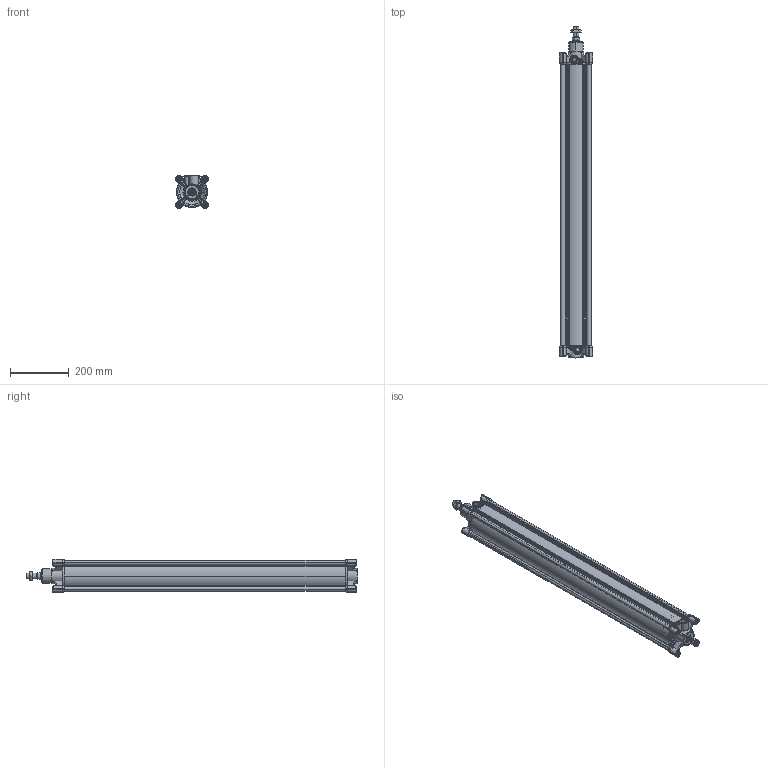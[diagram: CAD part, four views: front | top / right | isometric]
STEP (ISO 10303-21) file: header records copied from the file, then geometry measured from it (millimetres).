
FILE_DESCRIPTION (( 'STEP AP203' ), '1' );
FILE_NAME ('SADE0MA1000900.step', '2022-02-28T15:20:58', ( '' ), ( '' ), 'SwSTEP 2.0', 'SolidWorks 2021', '' );
FILE_SCHEMA (( 'CONFIG_CONTROL_DESIGN' ));
Length unit declared in the file: millimetre
Products named in the file (1): SADE0MA1000900
Bounding box: 115 x 1133 x 115 mm (x, y, z)
Volume: 2775217.4 mm3; surface area: 1385040.5 mm2
Topology: 35 solids, 35 shells, 2942 faces, 7453 edges, 4590 vertices
Faces by surface type: cylinder 1026, plane 788, bspline 626, cone 436, torus 66
Entity records: 121088 total; most frequent: CARTESIAN_POINT 54997, ORIENTED_EDGE 14724, DIRECTION 12851, EDGE_CURVE 7362, AXIS2_PLACEMENT_3D 5128, VERTEX_POINT 4590, EDGE_LOOP 3118, FACE_OUTER_BOUND 2942
